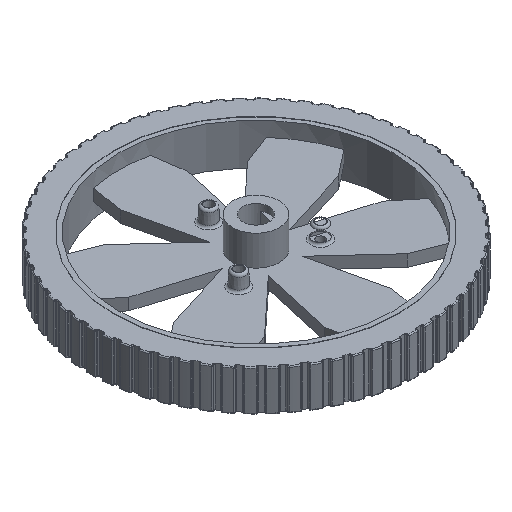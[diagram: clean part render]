
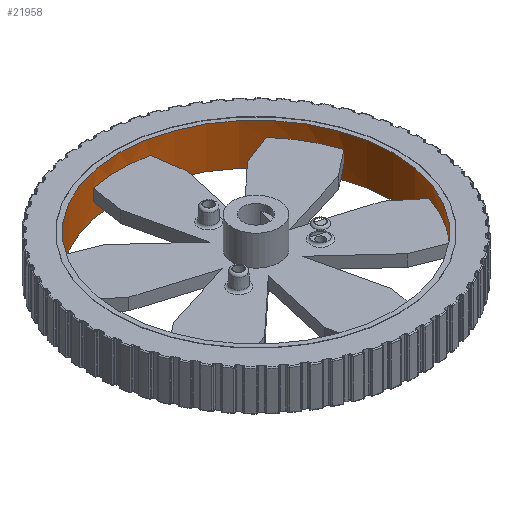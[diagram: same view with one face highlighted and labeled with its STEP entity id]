
A CAD part, isometric view. The second image highlights one B-rep face of the part: STEP entity #21958.
In plain terms, the highlighted cylindrical face has radius 29 mm (diameter 58 mm), a full revolution.
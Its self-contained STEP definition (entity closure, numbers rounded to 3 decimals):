
#579=FACE_BOUND('',#5641,.T.);
#580=FACE_BOUND('',#5642,.T.);
#581=FACE_BOUND('',#5643,.T.);
#582=FACE_BOUND('',#5644,.T.);
#583=FACE_BOUND('',#5645,.T.);
#584=FACE_BOUND('',#5646,.T.);
#905=LINE('',#35453,#2200);
#906=LINE('',#35455,#2201);
#910=LINE('',#35462,#2205);
#911=LINE('',#35464,#2206);
#915=LINE('',#35471,#2210);
#916=LINE('',#35473,#2211);
#920=LINE('',#35480,#2215);
#921=LINE('',#35482,#2216);
#925=LINE('',#35489,#2220);
#926=LINE('',#35491,#2221);
#930=LINE('',#35498,#2225);
#931=LINE('',#35500,#2226);
#935=LINE('',#35527,#2230);
#2200=VECTOR('',#27225,10.);
#2201=VECTOR('',#27228,10.);
#2205=VECTOR('',#27238,10.);
#2206=VECTOR('',#27241,10.);
#2210=VECTOR('',#27251,10.);
#2211=VECTOR('',#27254,10.);
#2215=VECTOR('',#27264,10.);
#2216=VECTOR('',#27267,10.);
#2220=VECTOR('',#27277,10.);
#2221=VECTOR('',#27280,10.);
#2225=VECTOR('',#27290,10.);
#2226=VECTOR('',#27293,10.);
#2230=VECTOR('',#27327,29.);
#3433=CYLINDRICAL_SURFACE('',#23622,29.);
#4095=FACE_OUTER_BOUND('',#5640,.T.);
#5640=EDGE_LOOP('',(#14828,#14829,#14830,#14831));
#5641=EDGE_LOOP('',(#14832,#14833,#14834,#14835));
#5642=EDGE_LOOP('',(#14836,#14837,#14838,#14839));
#5643=EDGE_LOOP('',(#14840,#14841,#14842,#14843));
#5644=EDGE_LOOP('',(#14844,#14845,#14846,#14847));
#5645=EDGE_LOOP('',(#14848,#14849,#14850,#14851));
#5646=EDGE_LOOP('',(#14852,#14853,#14854,#14855));
#7129=CIRCLE('',#23510,29.);
#7130=CIRCLE('',#23511,29.);
#7131=CIRCLE('',#23512,29.);
#7132=CIRCLE('',#23513,29.);
#7133=CIRCLE('',#23514,29.);
#7134=CIRCLE('',#23515,29.);
#7173=CIRCLE('',#23580,29.);
#7174=CIRCLE('',#23581,29.);
#7175=CIRCLE('',#23582,29.);
#7176=CIRCLE('',#23583,29.);
#7177=CIRCLE('',#23584,29.);
#7178=CIRCLE('',#23585,29.);
#7185=CIRCLE('',#23621,29.);
#7186=CIRCLE('',#23623,29.);
#9059=VERTEX_POINT('',#35210);
#9060=VERTEX_POINT('',#35212);
#9064=VERTEX_POINT('',#35220);
#9065=VERTEX_POINT('',#35222);
#9069=VERTEX_POINT('',#35230);
#9070=VERTEX_POINT('',#35232);
#9074=VERTEX_POINT('',#35240);
#9075=VERTEX_POINT('',#35242);
#9079=VERTEX_POINT('',#35250);
#9080=VERTEX_POINT('',#35252);
#9084=VERTEX_POINT('',#35260);
#9085=VERTEX_POINT('',#35262);
#9128=VERTEX_POINT('',#35394);
#9129=VERTEX_POINT('',#35396);
#9133=VERTEX_POINT('',#35404);
#9134=VERTEX_POINT('',#35406);
#9138=VERTEX_POINT('',#35414);
#9139=VERTEX_POINT('',#35416);
#9143=VERTEX_POINT('',#35424);
#9144=VERTEX_POINT('',#35426);
#9148=VERTEX_POINT('',#35434);
#9149=VERTEX_POINT('',#35436);
#9153=VERTEX_POINT('',#35444);
#9154=VERTEX_POINT('',#35446);
#9161=VERTEX_POINT('',#35522);
#9162=VERTEX_POINT('',#35525);
#11038=EDGE_CURVE('',#9060,#9059,#7129,.T.);
#11043=EDGE_CURVE('',#9065,#9064,#7130,.T.);
#11048=EDGE_CURVE('',#9070,#9069,#7131,.T.);
#11053=EDGE_CURVE('',#9075,#9074,#7132,.T.);
#11058=EDGE_CURVE('',#9080,#9079,#7133,.T.);
#11063=EDGE_CURVE('',#9085,#9084,#7134,.T.);
#11127=EDGE_CURVE('',#9129,#9128,#7173,.T.);
#11132=EDGE_CURVE('',#9134,#9133,#7174,.T.);
#11137=EDGE_CURVE('',#9139,#9138,#7175,.T.);
#11142=EDGE_CURVE('',#9144,#9143,#7176,.T.);
#11147=EDGE_CURVE('',#9149,#9148,#7177,.T.);
#11152=EDGE_CURVE('',#9154,#9153,#7178,.T.);
#11156=EDGE_CURVE('',#9128,#9085,#905,.T.);
#11157=EDGE_CURVE('',#9084,#9129,#906,.T.);
#11161=EDGE_CURVE('',#9133,#9080,#910,.T.);
#11162=EDGE_CURVE('',#9079,#9134,#911,.T.);
#11166=EDGE_CURVE('',#9138,#9075,#915,.T.);
#11167=EDGE_CURVE('',#9074,#9139,#916,.T.);
#11171=EDGE_CURVE('',#9143,#9070,#920,.T.);
#11172=EDGE_CURVE('',#9069,#9144,#921,.T.);
#11176=EDGE_CURVE('',#9148,#9065,#925,.T.);
#11177=EDGE_CURVE('',#9064,#9149,#926,.T.);
#11181=EDGE_CURVE('',#9153,#9060,#930,.T.);
#11182=EDGE_CURVE('',#9059,#9154,#931,.T.);
#11192=EDGE_CURVE('',#9161,#9161,#7185,.T.);
#11193=EDGE_CURVE('',#9162,#9162,#7186,.T.);
#11194=EDGE_CURVE('',#9162,#9161,#935,.T.);
#14828=ORIENTED_EDGE('',*,*,#11193,.F.);
#14829=ORIENTED_EDGE('',*,*,#11194,.T.);
#14830=ORIENTED_EDGE('',*,*,#11192,.F.);
#14831=ORIENTED_EDGE('',*,*,#11194,.F.);
#14832=ORIENTED_EDGE('',*,*,#11127,.T.);
#14833=ORIENTED_EDGE('',*,*,#11156,.T.);
#14834=ORIENTED_EDGE('',*,*,#11063,.T.);
#14835=ORIENTED_EDGE('',*,*,#11157,.T.);
#14836=ORIENTED_EDGE('',*,*,#11152,.T.);
#14837=ORIENTED_EDGE('',*,*,#11181,.T.);
#14838=ORIENTED_EDGE('',*,*,#11038,.T.);
#14839=ORIENTED_EDGE('',*,*,#11182,.T.);
#14840=ORIENTED_EDGE('',*,*,#11147,.T.);
#14841=ORIENTED_EDGE('',*,*,#11176,.T.);
#14842=ORIENTED_EDGE('',*,*,#11043,.T.);
#14843=ORIENTED_EDGE('',*,*,#11177,.T.);
#14844=ORIENTED_EDGE('',*,*,#11142,.T.);
#14845=ORIENTED_EDGE('',*,*,#11171,.T.);
#14846=ORIENTED_EDGE('',*,*,#11048,.T.);
#14847=ORIENTED_EDGE('',*,*,#11172,.T.);
#14848=ORIENTED_EDGE('',*,*,#11137,.T.);
#14849=ORIENTED_EDGE('',*,*,#11166,.T.);
#14850=ORIENTED_EDGE('',*,*,#11053,.T.);
#14851=ORIENTED_EDGE('',*,*,#11167,.T.);
#14852=ORIENTED_EDGE('',*,*,#11132,.T.);
#14853=ORIENTED_EDGE('',*,*,#11161,.T.);
#14854=ORIENTED_EDGE('',*,*,#11058,.T.);
#14855=ORIENTED_EDGE('',*,*,#11162,.T.);
#21958=ADVANCED_FACE('',(#4095,#579,#580,#581,#582,#583,#584),#3433,.F.);
#23510=AXIS2_PLACEMENT_3D('',#35213,#27001,#27002);
#23511=AXIS2_PLACEMENT_3D('',#35223,#27007,#27008);
#23512=AXIS2_PLACEMENT_3D('',#35233,#27013,#27014);
#23513=AXIS2_PLACEMENT_3D('',#35243,#27019,#27020);
#23514=AXIS2_PLACEMENT_3D('',#35253,#27025,#27026);
#23515=AXIS2_PLACEMENT_3D('',#35263,#27031,#27032);
#23580=AXIS2_PLACEMENT_3D('',#35397,#27186,#27187);
#23581=AXIS2_PLACEMENT_3D('',#35407,#27192,#27193);
#23582=AXIS2_PLACEMENT_3D('',#35417,#27198,#27199);
#23583=AXIS2_PLACEMENT_3D('',#35427,#27204,#27205);
#23584=AXIS2_PLACEMENT_3D('',#35437,#27210,#27211);
#23585=AXIS2_PLACEMENT_3D('',#35447,#27216,#27217);
#23621=AXIS2_PLACEMENT_3D('',#35523,#27321,#27322);
#23622=AXIS2_PLACEMENT_3D('',#35524,#27323,#27324);
#23623=AXIS2_PLACEMENT_3D('',#35526,#27325,#27326);
#27001=DIRECTION('center_axis',(0.,0.,-1.));
#27002=DIRECTION('ref_axis',(-1.,0.,0.));
#27007=DIRECTION('center_axis',(0.,0.,-1.));
#27008=DIRECTION('ref_axis',(-1.,0.,0.));
#27013=DIRECTION('center_axis',(0.,0.,-1.));
#27014=DIRECTION('ref_axis',(-1.,0.,0.));
#27019=DIRECTION('center_axis',(0.,0.,-1.));
#27020=DIRECTION('ref_axis',(-1.,0.,0.));
#27025=DIRECTION('center_axis',(0.,0.,-1.));
#27026=DIRECTION('ref_axis',(-1.,0.,0.));
#27031=DIRECTION('center_axis',(0.,0.,-1.));
#27032=DIRECTION('ref_axis',(-1.,0.,0.));
#27186=DIRECTION('center_axis',(0.,0.,1.));
#27187=DIRECTION('ref_axis',(-1.,0.,0.));
#27192=DIRECTION('center_axis',(0.,0.,1.));
#27193=DIRECTION('ref_axis',(-1.,0.,0.));
#27198=DIRECTION('center_axis',(0.,0.,1.));
#27199=DIRECTION('ref_axis',(-1.,0.,0.));
#27204=DIRECTION('center_axis',(0.,0.,1.));
#27205=DIRECTION('ref_axis',(-1.,0.,0.));
#27210=DIRECTION('center_axis',(0.,0.,1.));
#27211=DIRECTION('ref_axis',(-1.,0.,0.));
#27216=DIRECTION('center_axis',(0.,0.,1.));
#27217=DIRECTION('ref_axis',(-1.,0.,0.));
#27225=DIRECTION('',(0.,0.,1.));
#27228=DIRECTION('',(0.,0.,-1.));
#27238=DIRECTION('',(0.,0.,1.));
#27241=DIRECTION('',(0.,0.,-1.));
#27251=DIRECTION('',(0.,0.,1.));
#27254=DIRECTION('',(0.,0.,-1.));
#27264=DIRECTION('',(0.,0.,1.));
#27267=DIRECTION('',(0.,0.,-1.));
#27277=DIRECTION('',(0.,0.,1.));
#27280=DIRECTION('',(0.,0.,-1.));
#27290=DIRECTION('',(0.,0.,1.));
#27293=DIRECTION('',(0.,0.,-1.));
#27321=DIRECTION('center_axis',(0.,0.,1.));
#27322=DIRECTION('ref_axis',(-1.,0.,0.));
#27323=DIRECTION('center_axis',(0.,0.,1.));
#27324=DIRECTION('ref_axis',(-1.,0.,0.));
#27325=DIRECTION('center_axis',(0.,0.,-1.));
#27326=DIRECTION('ref_axis',(-1.,0.,0.));
#27327=DIRECTION('',(0.,0.,-1.));
#35210=CARTESIAN_POINT('',(6.,28.373,1.25));
#35212=CARTESIAN_POINT('',(-6.,28.373,1.25));
#35213=CARTESIAN_POINT('Origin',(0.,0.,1.25));
#35220=CARTESIAN_POINT('',(-21.571,19.382,1.25));
#35222=CARTESIAN_POINT('',(-27.571,8.99,1.25));
#35223=CARTESIAN_POINT('Origin',(0.,0.,1.25));
#35230=CARTESIAN_POINT('',(-27.571,-8.99,1.25));
#35232=CARTESIAN_POINT('',(-21.571,-19.382,1.25));
#35233=CARTESIAN_POINT('Origin',(0.,0.,1.25));
#35240=CARTESIAN_POINT('',(-6.,-28.373,1.25));
#35242=CARTESIAN_POINT('',(6.,-28.373,1.25));
#35243=CARTESIAN_POINT('Origin',(0.,0.,1.25));
#35250=CARTESIAN_POINT('',(21.571,-19.382,1.25));
#35252=CARTESIAN_POINT('',(27.571,-8.99,1.25));
#35253=CARTESIAN_POINT('Origin',(0.,0.,1.25));
#35260=CARTESIAN_POINT('',(27.571,8.99,1.25));
#35262=CARTESIAN_POINT('',(21.571,19.382,1.25));
#35263=CARTESIAN_POINT('Origin',(0.,0.,1.25));
#35394=CARTESIAN_POINT('',(21.571,19.382,-1.25));
#35396=CARTESIAN_POINT('',(27.571,8.99,-1.25));
#35397=CARTESIAN_POINT('Origin',(0.,0.,-1.25));
#35404=CARTESIAN_POINT('',(27.571,-8.99,-1.25));
#35406=CARTESIAN_POINT('',(21.571,-19.382,-1.25));
#35407=CARTESIAN_POINT('Origin',(0.,0.,-1.25));
#35414=CARTESIAN_POINT('',(6.,-28.373,-1.25));
#35416=CARTESIAN_POINT('',(-6.,-28.373,-1.25));
#35417=CARTESIAN_POINT('Origin',(0.,0.,-1.25));
#35424=CARTESIAN_POINT('',(-21.571,-19.382,-1.25));
#35426=CARTESIAN_POINT('',(-27.571,-8.99,-1.25));
#35427=CARTESIAN_POINT('Origin',(0.,0.,-1.25));
#35434=CARTESIAN_POINT('',(-27.571,8.99,-1.25));
#35436=CARTESIAN_POINT('',(-21.571,19.382,-1.25));
#35437=CARTESIAN_POINT('Origin',(0.,0.,-1.25));
#35444=CARTESIAN_POINT('',(-6.,28.373,-1.25));
#35446=CARTESIAN_POINT('',(6.,28.373,-1.25));
#35447=CARTESIAN_POINT('Origin',(0.,0.,-1.25));
#35453=CARTESIAN_POINT('',(21.571,19.382,0.));
#35455=CARTESIAN_POINT('',(27.571,8.99,0.));
#35462=CARTESIAN_POINT('',(27.571,-8.99,0.));
#35464=CARTESIAN_POINT('',(21.571,-19.382,0.));
#35471=CARTESIAN_POINT('',(6.,-28.373,0.));
#35473=CARTESIAN_POINT('',(-6.,-28.373,0.));
#35480=CARTESIAN_POINT('',(-21.571,-19.382,0.));
#35482=CARTESIAN_POINT('',(-27.571,-8.99,0.));
#35489=CARTESIAN_POINT('',(-27.571,8.99,0.));
#35491=CARTESIAN_POINT('',(-21.571,19.382,0.));
#35498=CARTESIAN_POINT('',(-6.,28.373,0.));
#35500=CARTESIAN_POINT('',(6.,28.373,0.));
#35522=CARTESIAN_POINT('',(29.,0.,-4.375));
#35523=CARTESIAN_POINT('Origin',(0.,0.,-4.375));
#35524=CARTESIAN_POINT('Origin',(0.,0.,0.));
#35525=CARTESIAN_POINT('',(29.,0.,4.375));
#35526=CARTESIAN_POINT('Origin',(0.,0.,4.375));
#35527=CARTESIAN_POINT('',(29.,0.,0.));
